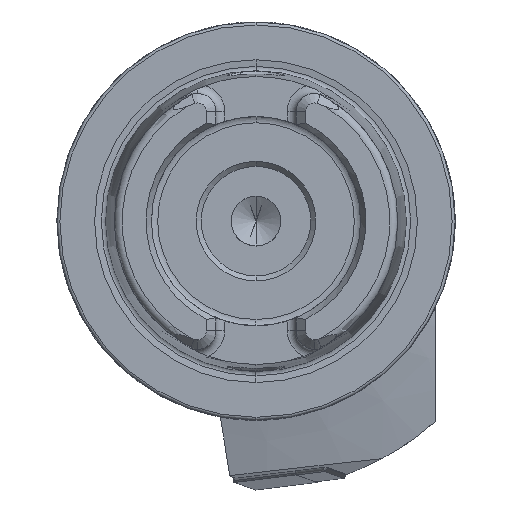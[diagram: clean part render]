
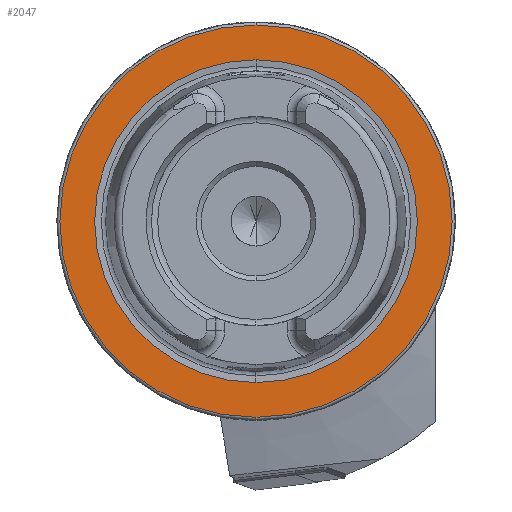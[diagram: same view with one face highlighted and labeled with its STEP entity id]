
A CAD part, left-side view. The second image highlights one B-rep face of the part: STEP entity #2047.
In plain terms, the highlighted planar face has unit normal (-1, 0, 0).
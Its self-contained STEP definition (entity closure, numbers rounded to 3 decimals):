
#493 = VERTEX_POINT ( 'NONE', #789 ) ;
#533 = VERTEX_POINT ( 'NONE', #818 ) ;
#537 = VERTEX_POINT ( 'NONE', #782 ) ;
#782 = CARTESIAN_POINT ( 'NONE',  ( 0., 0., -19.7 ) ) ;
#789 = CARTESIAN_POINT ( 'NONE',  ( 0., 0., 16.207 ) ) ;
#818 = CARTESIAN_POINT ( 'NONE',  ( 0., 0., 19.7 ) ) ;
#1441 = CARTESIAN_POINT ( 'NONE',  ( 0., 0., -16.207 ) ) ;
#2047 = ADVANCED_FACE ( 'NONE', ( #4213, #4217 ), #6621, .F. ) ;
#2665 = ORIENTED_EDGE ( 'NONE', *, *, #4501, .F. ) ;
#2666 = ORIENTED_EDGE ( 'NONE', *, *, #5937, .F. ) ;
#2667 = ORIENTED_EDGE ( 'NONE', *, *, #5932, .T. ) ;
#2751 = ORIENTED_EDGE ( 'NONE', *, *, #4500, .T. ) ;
#3043 = AXIS2_PLACEMENT_3D ( 'NONE', #6903, #6904, #6905 ) ;
#3045 = AXIS2_PLACEMENT_3D ( 'NONE', #6899, #6900, #6901 ) ;
#3120 = AXIS2_PLACEMENT_3D ( 'NONE', #12291, #12292, #12293 ) ;
#3151 = AXIS2_PLACEMENT_3D ( 'NONE', #12275, #12276, #12277 ) ;
#4213 = FACE_BOUND ( 'NONE', #9620, .T. ) ;
#4217 = FACE_OUTER_BOUND ( 'NONE', #9621, .T. ) ;
#4402 = AXIS2_PLACEMENT_3D ( 'NONE', #6620, #6626, #6627 ) ;
#4500 = EDGE_CURVE ( 'NONE', #537, #533, #4627, .T. ) ;
#4501 = EDGE_CURVE ( 'NONE', #493, #11529, #4633, .T. ) ;
#4627 = CIRCLE ( 'NONE', #3045, 19.7 ) ;
#4633 = CIRCLE ( 'NONE', #3043, 16.207 ) ;
#5932 = EDGE_CURVE ( 'NONE', #533, #537, #11017, .T. ) ;
#5937 = EDGE_CURVE ( 'NONE', #11529, #493, #11031, .T. ) ;
#6620 = CARTESIAN_POINT ( 'NONE',  ( 0., 19.7, 0. ) ) ;
#6621 = PLANE ( 'NONE',  #4402 ) ;
#6626 = DIRECTION ( 'NONE',  ( 1., 0., 0. ) ) ;
#6627 = DIRECTION ( 'NONE',  ( 0., 0., -1. ) ) ;
#6899 = CARTESIAN_POINT ( 'NONE',  ( 0., 0., 0. ) ) ;
#6900 = DIRECTION ( 'NONE',  ( -1., 0., 0. ) ) ;
#6901 = DIRECTION ( 'NONE',  ( 0., 0., 1. ) ) ;
#6903 = CARTESIAN_POINT ( 'NONE',  ( 0., 0., 0. ) ) ;
#6904 = DIRECTION ( 'NONE',  ( -1., 0., 0. ) ) ;
#6905 = DIRECTION ( 'NONE',  ( 0., 0., 1. ) ) ;
#9620 = EDGE_LOOP ( 'NONE', ( #2665, #2666 ) ) ;
#9621 = EDGE_LOOP ( 'NONE', ( #2667, #2751 ) ) ;
#11017 = CIRCLE ( 'NONE', #3151, 19.7 ) ;
#11031 = CIRCLE ( 'NONE', #3120, 16.207 ) ;
#11529 = VERTEX_POINT ( 'NONE', #1441 ) ;
#12275 = CARTESIAN_POINT ( 'NONE',  ( 0., 0., 0. ) ) ;
#12276 = DIRECTION ( 'NONE',  ( -1., 0., 0. ) ) ;
#12277 = DIRECTION ( 'NONE',  ( 0., 0., 1. ) ) ;
#12291 = CARTESIAN_POINT ( 'NONE',  ( 0., 0., 0. ) ) ;
#12292 = DIRECTION ( 'NONE',  ( -1., 0., 0. ) ) ;
#12293 = DIRECTION ( 'NONE',  ( 0., 0., 1. ) ) ;
